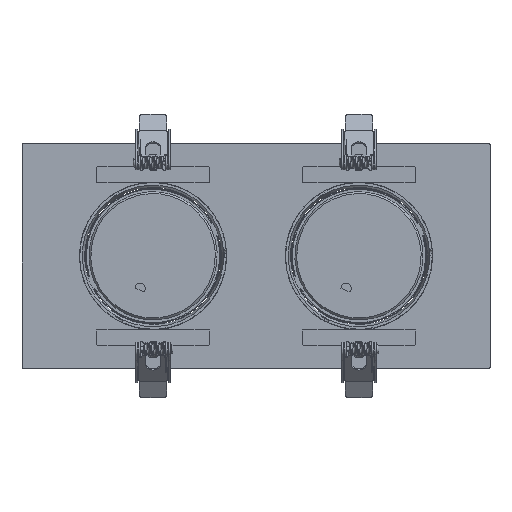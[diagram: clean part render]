
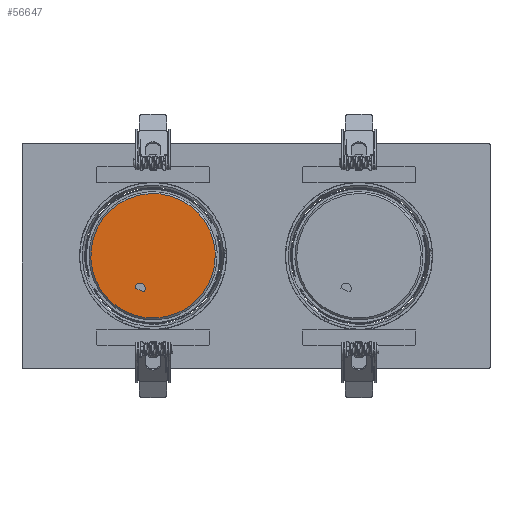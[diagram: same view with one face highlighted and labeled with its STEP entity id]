
A CAD part, top view. The second image highlights one B-rep face of the part: STEP entity #56647.
In plain terms, the highlighted planar face has unit normal (0, 0, 1).
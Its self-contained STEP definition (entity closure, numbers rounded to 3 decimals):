
#1198 = DIRECTION ( 'NONE',  ( 0., 0., 1. ) ) ;
#2589 = VERTEX_POINT ( 'NONE', #65706 ) ;
#4879 = FACE_OUTER_BOUND ( 'NONE', #18214, .T. ) ;
#6174 = CARTESIAN_POINT ( 'NONE',  ( 70., 60., 50.596 ) ) ;
#6350 = VERTEX_POINT ( 'NONE', #28601 ) ;
#9008 = DIRECTION ( 'NONE',  ( 0., 0., 1. ) ) ;
#9525 = CARTESIAN_POINT ( 'NONE',  ( 70., 60., 50.596 ) ) ;
#10162 = EDGE_CURVE ( 'NONE', #48696, #38686, #41913, .T. ) ;
#11791 = AXIS2_PLACEMENT_3D ( 'NONE', #67127, #20241, #55802 ) ;
#12581 = DIRECTION ( 'NONE',  ( -0.917, -0.399, 0. ) ) ;
#17857 = DIRECTION ( 'NONE',  ( -0.917, -0.399, 0. ) ) ;
#18092 = CARTESIAN_POINT ( 'NONE',  ( 65.671, 43.697, 50.596 ) ) ;
#18214 = EDGE_LOOP ( 'NONE', ( #45884, #66542 ) ) ;
#20241 = DIRECTION ( 'NONE',  ( 0., 0., 1. ) ) ;
#24814 = AXIS2_PLACEMENT_3D ( 'NONE', #52847, #59276, #12581 ) ;
#25704 = EDGE_LOOP ( 'NONE', ( #46255, #34296, #34285 ) ) ;
#28601 = CARTESIAN_POINT ( 'NONE',  ( 60.403, 42.738, 50.596 ) ) ;
#34285 = ORIENTED_EDGE ( 'NONE', *, *, #45948, .F. ) ;
#34296 = ORIENTED_EDGE ( 'NONE', *, *, #75795, .F. ) ;
#36682 = AXIS2_PLACEMENT_3D ( 'NONE', #59676, #1198, #41692 ) ;
#38686 = VERTEX_POINT ( 'NONE', #57637 ) ;
#40153 = CIRCLE ( 'NONE', #36682, 19.75 ) ;
#40801 = PLANE ( 'NONE',  #67046 ) ;
#41692 = DIRECTION ( 'NONE',  ( -0.917, -0.399, 0. ) ) ;
#41898 = DIRECTION ( 'NONE',  ( 0., 0., 1. ) ) ;
#41913 = CIRCLE ( 'NONE', #62210, 33.25 ) ;
#43309 = FACE_BOUND ( 'NONE', #25704, .T. ) ;
#44331 = DIRECTION ( 'NONE',  ( -0.917, -0.399, 0. ) ) ;
#45884 = ORIENTED_EDGE ( 'NONE', *, *, #49599, .T. ) ;
#45948 = EDGE_CURVE ( 'NONE', #2589, #52637, #66041, .T. ) ;
#46255 = ORIENTED_EDGE ( 'NONE', *, *, #63496, .F. ) ;
#46700 = DIRECTION ( 'NONE',  ( 0., 0., 1. ) ) ;
#47206 = DIRECTION ( 'NONE',  ( -0.917, -0.399, 0. ) ) ;
#48696 = VERTEX_POINT ( 'NONE', #54845 ) ;
#49599 = EDGE_CURVE ( 'NONE', #38686, #48696, #70365, .T. ) ;
#52637 = VERTEX_POINT ( 'NONE', #18092 ) ;
#52847 = CARTESIAN_POINT ( 'NONE',  ( 63.15, 42.599, 50.596 ) ) ;
#54845 = CARTESIAN_POINT ( 'NONE',  ( 39.51, 46.736, 50.596 ) ) ;
#55802 = DIRECTION ( 'NONE',  ( -0.917, -0.399, 0. ) ) ;
#56647 = ADVANCED_FACE ( 'NONE', ( #43309, #4879 ), #40801, .T. ) ;
#57637 = CARTESIAN_POINT ( 'NONE',  ( 100.49, 73.264, 50.596 ) ) ;
#59276 = DIRECTION ( 'NONE',  ( 0., 0., 1. ) ) ;
#59676 = CARTESIAN_POINT ( 'NONE',  ( 70., 60., 50.596 ) ) ;
#62210 = AXIS2_PLACEMENT_3D ( 'NONE', #9525, #9008, #44331 ) ;
#63496 = EDGE_CURVE ( 'NONE', #6350, #2589, #40153, .T. ) ;
#65706 = CARTESIAN_POINT ( 'NONE',  ( 65.254, 40.829, 50.596 ) ) ;
#66041 = CIRCLE ( 'NONE', #24814, 2.75 ) ;
#66542 = ORIENTED_EDGE ( 'NONE', *, *, #10162, .T. ) ;
#66660 = CIRCLE ( 'NONE', #11791, 2.75 ) ;
#67046 = AXIS2_PLACEMENT_3D ( 'NONE', #6174, #46700, #47206 ) ;
#67127 = CARTESIAN_POINT ( 'NONE',  ( 63.15, 42.599, 50.596 ) ) ;
#68427 = AXIS2_PLACEMENT_3D ( 'NONE', #71167, #41898, #17857 ) ;
#70365 = CIRCLE ( 'NONE', #68427, 33.25 ) ;
#71167 = CARTESIAN_POINT ( 'NONE',  ( 70., 60., 50.596 ) ) ;
#75795 = EDGE_CURVE ( 'NONE', #52637, #6350, #66660, .T. ) ;
